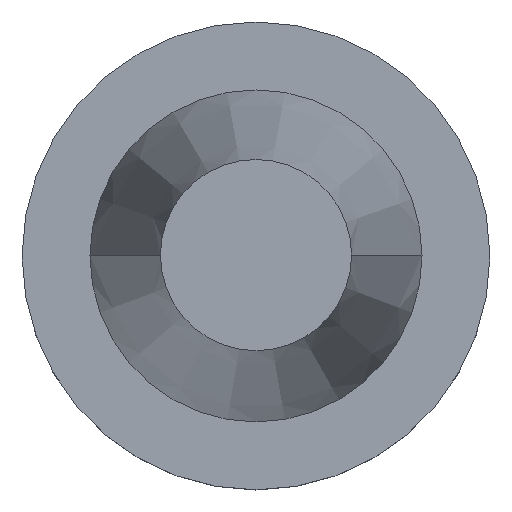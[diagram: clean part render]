
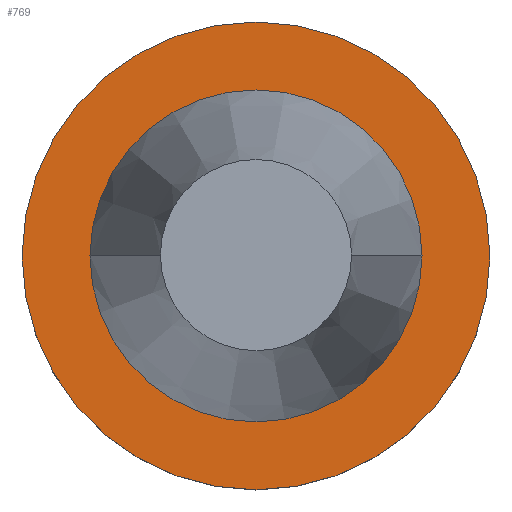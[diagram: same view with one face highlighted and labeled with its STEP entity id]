
A CAD part, top view. The second image highlights one B-rep face of the part: STEP entity #769.
In plain terms, the highlighted planar face has unit normal (0, 0, 1).
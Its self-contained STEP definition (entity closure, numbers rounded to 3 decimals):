
#1 = CARTESIAN_POINT ( 'NONE',  ( 0., 49.215, -1.5 ) ) ;
#19 = CARTESIAN_POINT ( 'NONE',  ( -34.925, 0., -1.5 ) ) ;
#23 = VERTEX_POINT ( 'NONE', #19 ) ;
#57 = DIRECTION ( 'NONE',  ( -1., 0., 0. ) ) ;
#69 = ORIENTED_EDGE ( 'NONE', *, *, #243, .F. ) ;
#71 = EDGE_LOOP ( 'NONE', ( #548, #557 ) ) ;
#80 = ORIENTED_EDGE ( 'NONE', *, *, #313, .F. ) ;
#117 = CARTESIAN_POINT ( 'NONE',  ( 34.925, 0., -1.5 ) ) ;
#119 = CIRCLE ( 'NONE', #603, 34.925 ) ;
#135 = AXIS2_PLACEMENT_3D ( 'NONE', #379, #642, #437 ) ;
#192 = DIRECTION ( 'NONE',  ( 1., 0., 0. ) ) ;
#193 = DIRECTION ( 'NONE',  ( 0., 0., 1. ) ) ;
#198 = VERTEX_POINT ( 'NONE', #446 ) ;
#212 = EDGE_CURVE ( 'NONE', #198, #667, #796, .T. ) ;
#243 = EDGE_CURVE ( 'NONE', #23, #251, #119, .T. ) ;
#247 = CARTESIAN_POINT ( 'NONE',  ( 0., 0., -1.5 ) ) ;
#251 = VERTEX_POINT ( 'NONE', #117 ) ;
#313 = EDGE_CURVE ( 'NONE', #251, #23, #851, .T. ) ;
#316 = DIRECTION ( 'NONE',  ( 0., 0., 1. ) ) ;
#328 = AXIS2_PLACEMENT_3D ( 'NONE', #247, #517, #192 ) ;
#341 = AXIS2_PLACEMENT_3D ( 'NONE', #1, #787, #57 ) ;
#379 = CARTESIAN_POINT ( 'NONE',  ( 0., 0., -1.5 ) ) ;
#437 = DIRECTION ( 'NONE',  ( 1., 0., 0. ) ) ;
#446 = CARTESIAN_POINT ( 'NONE',  ( -49.215, 0., -1.5 ) ) ;
#451 = FACE_BOUND ( 'NONE', #804, .T. ) ;
#456 = CARTESIAN_POINT ( 'NONE',  ( 0., 0., -1.5 ) ) ;
#517 = DIRECTION ( 'NONE',  ( 0., 0., 1. ) ) ;
#519 = CARTESIAN_POINT ( 'NONE',  ( 49.215, 0., -1.5 ) ) ;
#548 = ORIENTED_EDGE ( 'NONE', *, *, #736, .T. ) ;
#557 = ORIENTED_EDGE ( 'NONE', *, *, #212, .T. ) ;
#563 = AXIS2_PLACEMENT_3D ( 'NONE', #456, #193, #644 ) ;
#603 = AXIS2_PLACEMENT_3D ( 'NONE', #651, #316, #774 ) ;
#642 = DIRECTION ( 'NONE',  ( 0., 0., 1. ) ) ;
#644 = DIRECTION ( 'NONE',  ( 1., 0., 0. ) ) ;
#651 = CARTESIAN_POINT ( 'NONE',  ( 0., 0., -1.5 ) ) ;
#656 = FACE_OUTER_BOUND ( 'NONE', #71, .T. ) ;
#667 = VERTEX_POINT ( 'NONE', #519 ) ;
#714 = PLANE ( 'NONE',  #341 ) ;
#736 = EDGE_CURVE ( 'NONE', #667, #198, #847, .T. ) ;
#769 = ADVANCED_FACE ( 'NONE', ( #451, #656 ), #714, .F. ) ;
#774 = DIRECTION ( 'NONE',  ( 1., 0., 0. ) ) ;
#787 = DIRECTION ( 'NONE',  ( 0., 0., -1. ) ) ;
#796 = CIRCLE ( 'NONE', #135, 49.215 ) ;
#804 = EDGE_LOOP ( 'NONE', ( #80, #69 ) ) ;
#847 = CIRCLE ( 'NONE', #563, 49.215 ) ;
#851 = CIRCLE ( 'NONE', #328, 34.925 ) ;
